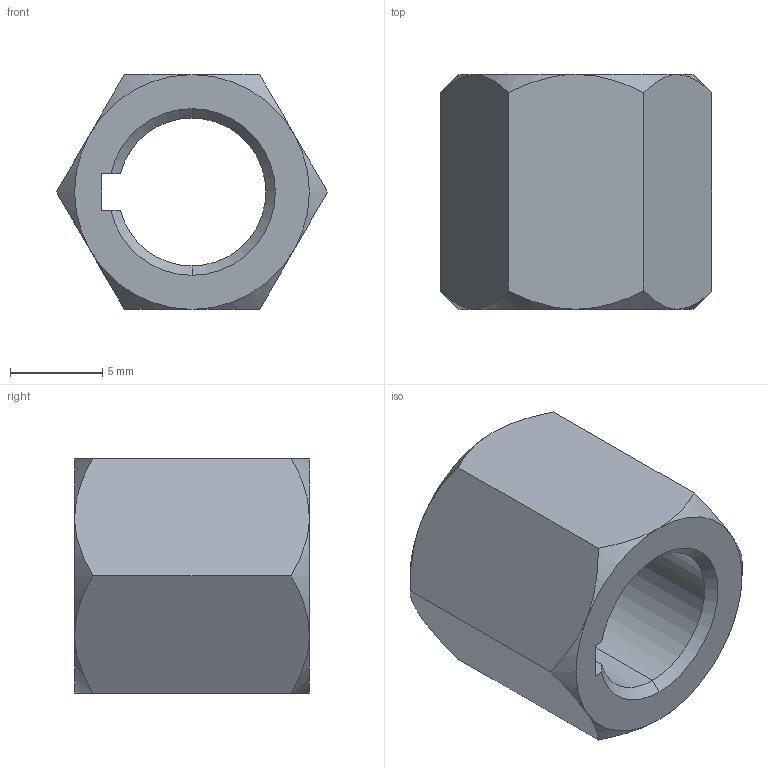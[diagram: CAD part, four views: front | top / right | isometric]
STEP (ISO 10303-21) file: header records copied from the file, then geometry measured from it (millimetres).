
FILE_DESCRIPTION (( 'STEP AP203' ), '1' );
FILE_NAME ('am-0588_short 8mm 500 Hex Adapter Shaft 500 long.STEP', '2024-05-02T21:15:20', ( '' ), ( '' ), 'SwSTEP 2.0', 'SolidWorks 2024', '' );
FILE_SCHEMA (( 'CONFIG_CONTROL_DESIGN' ));
Length unit declared in the file: inch
Products named in the file (1): am-0588_short 8mm 500 Hex Adapter Shaft 500 long
Bounding box: 14.66 x 12.7 x 12.7 mm (x, y, z)
Volume: 1098 mm3; surface area: 1046.1 mm2
Topology: 1 solids, 1 shells, 32 faces, 74 edges, 44 vertices
Faces by surface type: cone 18, plane 11, cylinder 3
Entity records: 1085 total; most frequent: CARTESIAN_POINT 315, ORIENTED_EDGE 148, DIRECTION 136, EDGE_CURVE 74, AXIS2_PLACEMENT_3D 57, VERTEX_POINT 44, EDGE_LOOP 34, ADVANCED_FACE 32
